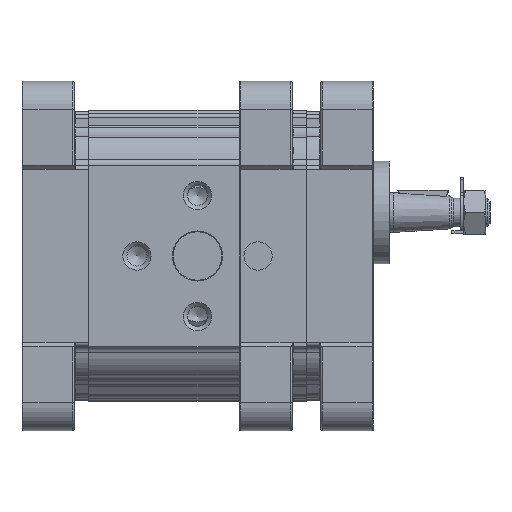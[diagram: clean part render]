
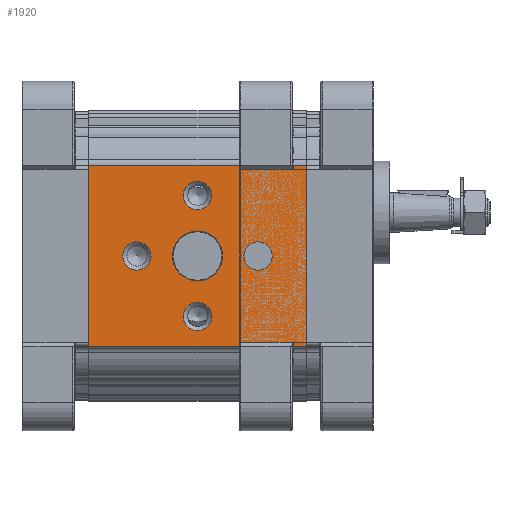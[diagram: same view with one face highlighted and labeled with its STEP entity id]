
A CAD part, left-side view. The second image highlights one B-rep face of the part: STEP entity #1920.
In plain terms, the highlighted planar face has unit normal (-1, 0, 0).
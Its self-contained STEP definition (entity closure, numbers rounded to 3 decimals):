
#1920 = ADVANCED_FACE( '', ( #4925, #4926, #4927, #4928, #4929, #4930 ), #4931, .T. );
#4925 = FACE_BOUND( '', #9240, .T. );
#4926 = FACE_BOUND( '', #9241, .T. );
#4927 = FACE_BOUND( '', #9242, .T. );
#4928 = FACE_BOUND( '', #9243, .T. );
#4929 = FACE_BOUND( '', #9244, .T. );
#4930 = FACE_OUTER_BOUND( '', #9245, .T. );
#4931 = PLANE( '', #9246 );
#9240 = EDGE_LOOP( '', ( #15389 ) );
#9241 = EDGE_LOOP( '', ( #15390 ) );
#9242 = EDGE_LOOP( '', ( #15391 ) );
#9243 = EDGE_LOOP( '', ( #15392 ) );
#9244 = EDGE_LOOP( '', ( #15393 ) );
#9245 = EDGE_LOOP( '', ( #15394, #15395, #15396, #15397 ) );
#9246 = AXIS2_PLACEMENT_3D( '', #15398, #15399, #15400 );
#15389 = ORIENTED_EDGE( '', *, *, #26201, .T. );
#15390 = ORIENTED_EDGE( '', *, *, #26202, .T. );
#15391 = ORIENTED_EDGE( '', *, *, #26203, .T. );
#15392 = ORIENTED_EDGE( '', *, *, #26155, .T. );
#15393 = ORIENTED_EDGE( '', *, *, #25331, .T. );
#15394 = ORIENTED_EDGE( '', *, *, #26204, .T. );
#15395 = ORIENTED_EDGE( '', *, *, #26205, .T. );
#15396 = ORIENTED_EDGE( '', *, *, #26206, .T. );
#15397 = ORIENTED_EDGE( '', *, *, #26207, .F. );
#15398 = CARTESIAN_POINT( '', ( -33., 129.534, 48.138 ) );
#15399 = DIRECTION( '', ( -1., 0., 0. ) );
#15400 = DIRECTION( '', ( 0., 0., 1. ) );
#25331 = EDGE_CURVE( '', #30255, #30255, #30256, .F. );
#26155 = EDGE_CURVE( '', #31624, #31624, #31625, .F. );
#26201 = EDGE_CURVE( '', #31699, #31699, #31700, .F. );
#26202 = EDGE_CURVE( '', #31701, #31701, #31702, .F. );
#26203 = EDGE_CURVE( '', #31703, #31703, #31704, .F. );
#26204 = EDGE_CURVE( '', #31705, #31706, #31707, .T. );
#26205 = EDGE_CURVE( '', #31706, #31708, #31709, .T. );
#26206 = EDGE_CURVE( '', #31708, #31710, #31711, .F. );
#26207 = EDGE_CURVE( '', #31705, #31710, #31712, .T. );
#30255 = VERTEX_POINT( '', #37375 );
#30256 = CIRCLE( '', #37376, 6.2 );
#31624 = VERTEX_POINT( '', #39748 );
#31625 = CIRCLE( '', #39749, 3.5 );
#31699 = VERTEX_POINT( '', #39911 );
#31700 = CIRCLE( '', #39912, 3.5 );
#31701 = VERTEX_POINT( '', #39913 );
#31702 = CIRCLE( '', #39914, 3.5 );
#31703 = VERTEX_POINT( '', #39915 );
#31704 = CIRCLE( '', #39916, 3.5 );
#31705 = VERTEX_POINT( '', #39917 );
#31706 = VERTEX_POINT( '', #39918 );
#31707 = LINE( '', #39919, #39920 );
#31708 = VERTEX_POINT( '', #39921 );
#31709 = LINE( '', #39922, #39923 );
#31710 = VERTEX_POINT( '', #39924 );
#31711 = LINE( '', #39925, #39926 );
#31712 = LINE( '', #39927, #39928 );
#37375 = CARTESIAN_POINT( '', ( -33., 27., 6.2 ) );
#37376 = AXIS2_PLACEMENT_3D( '', #47684, #47685, #47686 );
#39748 = CARTESIAN_POINT( '', ( -33., 42., 3.5 ) );
#39749 = AXIS2_PLACEMENT_3D( '', #48727, #48728, #48729 );
#39911 = CARTESIAN_POINT( '', ( -33., 27., -11.5 ) );
#39912 = AXIS2_PLACEMENT_3D( '', #48771, #48772, #48773 );
#39913 = CARTESIAN_POINT( '', ( -33., 12., 3.5 ) );
#39914 = AXIS2_PLACEMENT_3D( '', #48774, #48775, #48776 );
#39915 = CARTESIAN_POINT( '', ( -33., 27., 18.5 ) );
#39916 = AXIS2_PLACEMENT_3D( '', #48777, #48778, #48779 );
#39917 = CARTESIAN_POINT( '', ( -33., 54., -22.5 ) );
#39918 = CARTESIAN_POINT( '', ( -33., 0., -22.5 ) );
#39919 = CARTESIAN_POINT( '', ( -33., 54., -22.5 ) );
#39920 = VECTOR( '', #48780, 1000. );
#39921 = CARTESIAN_POINT( '', ( -33., 0., 22.5 ) );
#39922 = CARTESIAN_POINT( '', ( -33., 0., -21.711 ) );
#39923 = VECTOR( '', #48781, 1000. );
#39924 = CARTESIAN_POINT( '', ( -33., 54., 22.5 ) );
#39925 = CARTESIAN_POINT( '', ( -33., 54., 22.5 ) );
#39926 = VECTOR( '', #48782, 1000. );
#39927 = CARTESIAN_POINT( '', ( -33., 54., -21.711 ) );
#39928 = VECTOR( '', #48783, 1000. );
#47684 = CARTESIAN_POINT( '', ( -33., 27., 0. ) );
#47685 = DIRECTION( '', ( -1., 0., 0. ) );
#47686 = DIRECTION( '', ( 0., 0., 1. ) );
#48727 = CARTESIAN_POINT( '', ( -33., 42., 0. ) );
#48728 = DIRECTION( '', ( -1., 0., 0. ) );
#48729 = DIRECTION( '', ( 0., 0., 1. ) );
#48771 = CARTESIAN_POINT( '', ( -33., 27., -15. ) );
#48772 = DIRECTION( '', ( -1., 0., 0. ) );
#48773 = DIRECTION( '', ( 0., 0., 1. ) );
#48774 = CARTESIAN_POINT( '', ( -33., 12., 0. ) );
#48775 = DIRECTION( '', ( -1., 0., 0. ) );
#48776 = DIRECTION( '', ( 0., 0., 1. ) );
#48777 = CARTESIAN_POINT( '', ( -33., 27., 15. ) );
#48778 = DIRECTION( '', ( -1., 0., 0. ) );
#48779 = DIRECTION( '', ( 0., 0., 1. ) );
#48780 = DIRECTION( '', ( 0., -1., 0. ) );
#48781 = DIRECTION( '', ( 0., 0., 1. ) );
#48782 = DIRECTION( '', ( 0., -1., 0. ) );
#48783 = DIRECTION( '', ( 0., 0., 1. ) );
